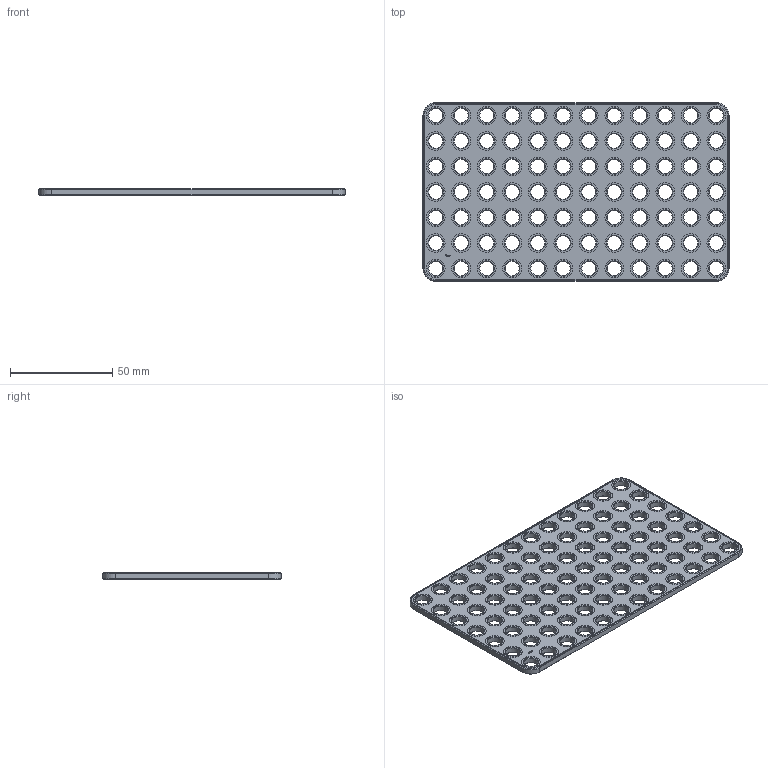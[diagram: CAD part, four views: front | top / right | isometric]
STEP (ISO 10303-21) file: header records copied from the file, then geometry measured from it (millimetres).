
FILE_DESCRIPTION(('FreeCAD Model'),'2;1');
FILE_NAME('Open CASCADE Shape Model','2024-10-09T08:03:46',(''),(''), 'Open CASCADE STEP processor 7.7','FreeCAD','Unknown');
FILE_SCHEMA(('AUTOMOTIVE_DESIGN { 1 0 10303 214 1 1 1 1 }'));
Length unit declared in the file: millimetre
Products named in the file (1): Plate RCT CRNR BU12x07x00.25 - SPN-PLT-0135 (stemfie.org)
Bounding box: 150 x 87.5 x 3.12 mm (x, y, z)
Volume: 29168.3 mm3; surface area: 26726.4 mm2
Topology: 1 solids, 1 shells, 918 faces, 2219 edges, 1418 vertices
Faces by surface type: plane 416, cylinder 176, cone 176, extrusion 150
Full cylindrical faces by diameter (mm): 7 x84, 9.2 x84
Entity records: 27449 total; most frequent: CARTESIAN_POINT 5768, ORIENTED_EDGE 4438, DIRECTION 4135, EDGE_CURVE 2219, VECTOR 1541, VERTEX_POINT 1418, LINE 1391, AXIS2_PLACEMENT_3D 1297
